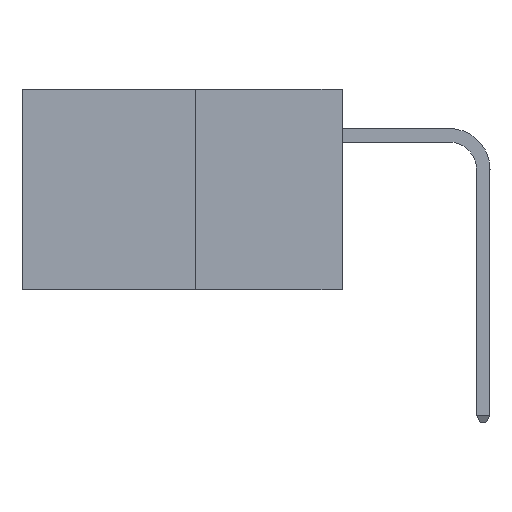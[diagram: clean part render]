
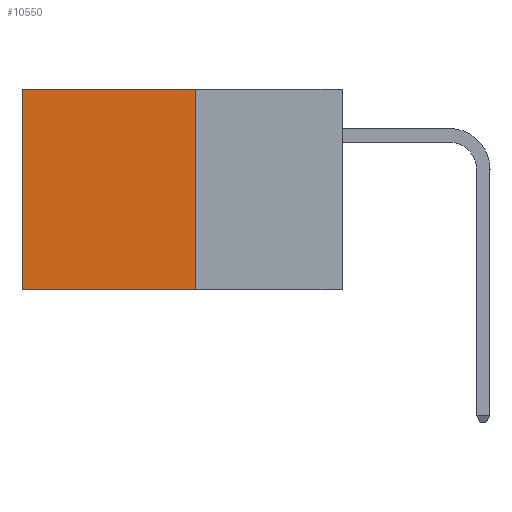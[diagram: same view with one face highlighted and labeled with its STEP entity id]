
A CAD part, left-side view. The second image highlights one B-rep face of the part: STEP entity #10550.
In plain terms, the highlighted planar face has unit normal (-1, 0, 0).
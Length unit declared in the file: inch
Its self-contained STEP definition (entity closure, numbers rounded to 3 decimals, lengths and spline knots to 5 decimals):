
#116 = CARTESIAN_POINT ( 'NONE',  ( 0.277, 0.27, -0.37 ) ) ;
#269 = DIRECTION ( 'NONE',  ( 0., 0., -1. ) ) ;
#386 = VECTOR ( 'NONE', #269, 39.37008 ) ;
#608 = LINE ( 'NONE', #2736, #2954 ) ;
#714 = LINE ( 'NONE', #1081, #386 ) ;
#1081 = CARTESIAN_POINT ( 'NONE',  ( 0.277, 0.59, -0.37 ) ) ;
#1384 = VERTEX_POINT ( 'NONE', #3573 ) ;
#1531 = EDGE_LOOP ( 'NONE', ( #10974, #9044, #2135, #7066 ) ) ;
#2135 = ORIENTED_EDGE ( 'NONE', *, *, #9544, .F. ) ;
#2223 = AXIS2_PLACEMENT_3D ( 'NONE', #2534, #8836, #3475 ) ;
#2534 = CARTESIAN_POINT ( 'NONE',  ( 0.277, 0.27, -0.37 ) ) ;
#2544 = VECTOR ( 'NONE', #6812, 39.37008 ) ;
#2736 = CARTESIAN_POINT ( 'NONE',  ( 0.277, 0.27, 0. ) ) ;
#2920 = EDGE_CURVE ( 'NONE', #1384, #7492, #608, .T. ) ;
#2954 = VECTOR ( 'NONE', #3979, 39.37008 ) ;
#3475 = DIRECTION ( 'NONE',  ( 0., 0., -1. ) ) ;
#3573 = CARTESIAN_POINT ( 'NONE',  ( 0.277, 0.27, 0. ) ) ;
#3979 = DIRECTION ( 'NONE',  ( 0., 1., 0. ) ) ;
#4000 = CARTESIAN_POINT ( 'NONE',  ( 0.277, 0.59, 0. ) ) ;
#4731 = DIRECTION ( 'NONE',  ( 0., 0., -1. ) ) ;
#4915 = EDGE_CURVE ( 'NONE', #7492, #8188, #714, .T. ) ;
#5310 = PLANE ( 'NONE',  #2223 ) ;
#6812 = DIRECTION ( 'NONE',  ( 0., 1., 0. ) ) ;
#7066 = ORIENTED_EDGE ( 'NONE', *, *, #2920, .T. ) ;
#7492 = VERTEX_POINT ( 'NONE', #4000 ) ;
#7664 = EDGE_CURVE ( 'NONE', #10803, #8188, #9520, .T. ) ;
#7878 = FACE_OUTER_BOUND ( 'NONE', #1531, .T. ) ;
#8188 = VERTEX_POINT ( 'NONE', #10962 ) ;
#8836 = DIRECTION ( 'NONE',  ( 1., 0., 0. ) ) ;
#9044 = ORIENTED_EDGE ( 'NONE', *, *, #7664, .F. ) ;
#9520 = LINE ( 'NONE', #116, #2544 ) ;
#9544 = EDGE_CURVE ( 'NONE', #1384, #10803, #9739, .T. ) ;
#9739 = LINE ( 'NONE', #9945, #10003 ) ;
#9945 = CARTESIAN_POINT ( 'NONE',  ( 0.277, 0.27, -0.37 ) ) ;
#10003 = VECTOR ( 'NONE', #4731, 39.37008 ) ;
#10550 = ADVANCED_FACE ( 'NONE', ( #7878 ), #5310, .F. ) ;
#10803 = VERTEX_POINT ( 'NONE', #10823 ) ;
#10823 = CARTESIAN_POINT ( 'NONE',  ( 0.277, 0.27, -0.37 ) ) ;
#10962 = CARTESIAN_POINT ( 'NONE',  ( 0.277, 0.59, -0.37 ) ) ;
#10974 = ORIENTED_EDGE ( 'NONE', *, *, #4915, .T. ) ;
